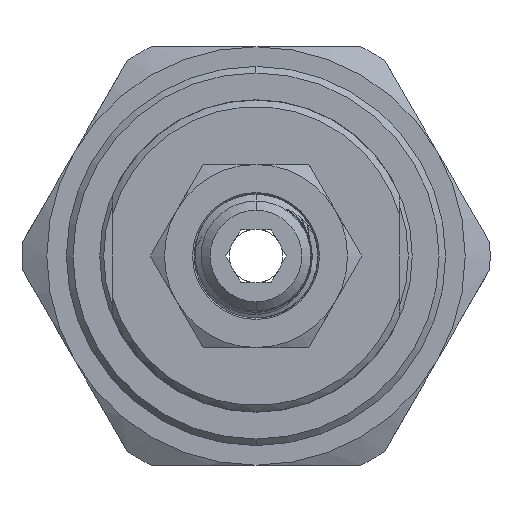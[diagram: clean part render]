
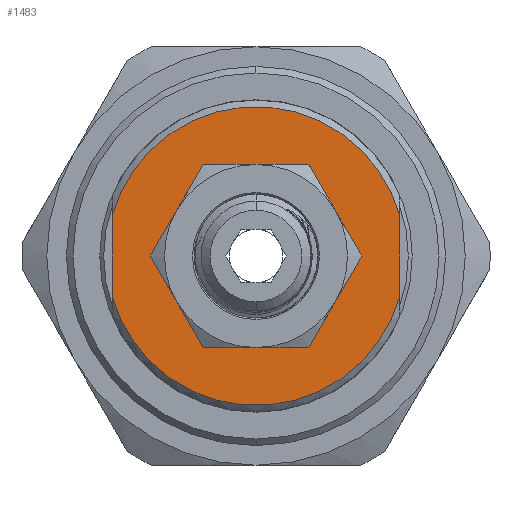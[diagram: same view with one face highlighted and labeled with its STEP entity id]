
A CAD part, left-side view. The second image highlights one B-rep face of the part: STEP entity #1483.
In plain terms, the highlighted planar face has unit normal (-1, 0, 0).
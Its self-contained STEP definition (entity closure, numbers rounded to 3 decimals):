
#147 = CIRCLE ( 'NONE', #8800, 11.425 ) ;
#181 = LINE ( 'NONE', #7516, #348 ) ;
#208 = VECTOR ( 'NONE', #6889, 1000. ) ;
#226 = LINE ( 'NONE', #6886, #208 ) ;
#332 = CIRCLE ( 'NONE', #8824, 11.425 ) ;
#333 = CIRCLE ( 'NONE', #8823, 4.85 ) ;
#348 = VECTOR ( 'NONE', #7527, 1000. ) ;
#1136 = PLANE ( 'NONE',  #14429 ) ;
#1138 = CARTESIAN_POINT ( 'NONE',  ( -6.5, 0., 0. ) ) ;
#1143 = DIRECTION ( 'NONE',  ( -1., 0., 0. ) ) ;
#1144 = DIRECTION ( 'NONE',  ( 0., 1., 0. ) ) ;
#1483 = ADVANCED_FACE ( 'NONE', ( #10439, #9929 ), #1136, .T. ) ;
#2768 = VERTEX_POINT ( 'NONE', #6011 ) ;
#2772 = VERTEX_POINT ( 'NONE', #6015 ) ;
#2773 = VERTEX_POINT ( 'NONE', #6016 ) ;
#2778 = VERTEX_POINT ( 'NONE', #6021 ) ;
#3285 = VERTEX_POINT ( 'NONE', #6112 ) ;
#3302 = VERTEX_POINT ( 'NONE', #6128 ) ;
#3548 = ORIENTED_EDGE ( 'NONE', *, *, #4119, .F. ) ;
#3549 = ORIENTED_EDGE ( 'NONE', *, *, #4115, .T. ) ;
#3550 = ORIENTED_EDGE ( 'NONE', *, *, #4471, .F. ) ;
#3551 = ORIENTED_EDGE ( 'NONE', *, *, #4513, .T. ) ;
#3552 = ORIENTED_EDGE ( 'NONE', *, *, #4509, .T. ) ;
#3553 = ORIENTED_EDGE ( 'NONE', *, *, #4540, .T. ) ;
#3630 = CIRCLE ( 'NONE', #8827, 4.85 ) ;
#4115 = EDGE_CURVE ( 'NONE', #2772, #2778, #147, .T. ) ;
#4119 = EDGE_CURVE ( 'NONE', #2772, #2773, #226, .T. ) ;
#4471 = EDGE_CURVE ( 'NONE', #3302, #2778, #181, .T. ) ;
#4509 = EDGE_CURVE ( 'NONE', #3285, #2768, #333, .T. ) ;
#4513 = EDGE_CURVE ( 'NONE', #3302, #2773, #332, .T. ) ;
#4540 = EDGE_CURVE ( 'NONE', #2768, #3285, #3630, .T. ) ;
#6011 = CARTESIAN_POINT ( 'NONE',  ( -6.5, -4.85, 0. ) ) ;
#6015 = CARTESIAN_POINT ( 'NONE',  ( -6.5, -11., 3.087 ) ) ;
#6016 = CARTESIAN_POINT ( 'NONE',  ( -6.5, -11., -3.087 ) ) ;
#6021 = CARTESIAN_POINT ( 'NONE',  ( -6.5, 11., 3.087 ) ) ;
#6112 = CARTESIAN_POINT ( 'NONE',  ( -6.5, 4.85, 0. ) ) ;
#6128 = CARTESIAN_POINT ( 'NONE',  ( -6.5, 11., -3.087 ) ) ;
#6883 = CARTESIAN_POINT ( 'NONE',  ( -6.5, 0., 0. ) ) ;
#6884 = DIRECTION ( 'NONE',  ( -1., 0., 0. ) ) ;
#6885 = DIRECTION ( 'NONE',  ( 0., 1., 0. ) ) ;
#6886 = CARTESIAN_POINT ( 'NONE',  ( -6.5, -11., -12.297 ) ) ;
#6889 = DIRECTION ( 'NONE',  ( 0., 0., -1. ) ) ;
#7516 = CARTESIAN_POINT ( 'NONE',  ( -6.5, 11., -11.576 ) ) ;
#7527 = DIRECTION ( 'NONE',  ( 0., 0., 1. ) ) ;
#7600 = CARTESIAN_POINT ( 'NONE',  ( -6.5, 0., 0. ) ) ;
#7601 = DIRECTION ( 'NONE',  ( 1., 0., 0. ) ) ;
#7602 = DIRECTION ( 'NONE',  ( 0., 1., 0. ) ) ;
#7610 = CARTESIAN_POINT ( 'NONE',  ( -6.5, 0., 0. ) ) ;
#7611 = DIRECTION ( 'NONE',  ( -1., 0., 0. ) ) ;
#7612 = DIRECTION ( 'NONE',  ( 0., 1., 0. ) ) ;
#7656 = CARTESIAN_POINT ( 'NONE',  ( -6.5, 0., 0. ) ) ;
#7657 = DIRECTION ( 'NONE',  ( 1., 0., 0. ) ) ;
#7658 = DIRECTION ( 'NONE',  ( 0., 1., 0. ) ) ;
#8800 = AXIS2_PLACEMENT_3D ( 'NONE', #6883, #6884, #6885 ) ;
#8823 = AXIS2_PLACEMENT_3D ( 'NONE', #7600, #7601, #7602 ) ;
#8824 = AXIS2_PLACEMENT_3D ( 'NONE', #7610, #7611, #7612 ) ;
#8827 = AXIS2_PLACEMENT_3D ( 'NONE', #7656, #7657, #7658 ) ;
#9880 = EDGE_LOOP ( 'NONE', ( #3552, #3553 ) ) ;
#9895 = EDGE_LOOP ( 'NONE', ( #3548, #3549, #3550, #3551 ) ) ;
#9929 = FACE_BOUND ( 'NONE', #9880, .T. ) ;
#10439 = FACE_OUTER_BOUND ( 'NONE', #9895, .T. ) ;
#14429 = AXIS2_PLACEMENT_3D ( 'NONE', #1138, #1143, #1144 ) ;
